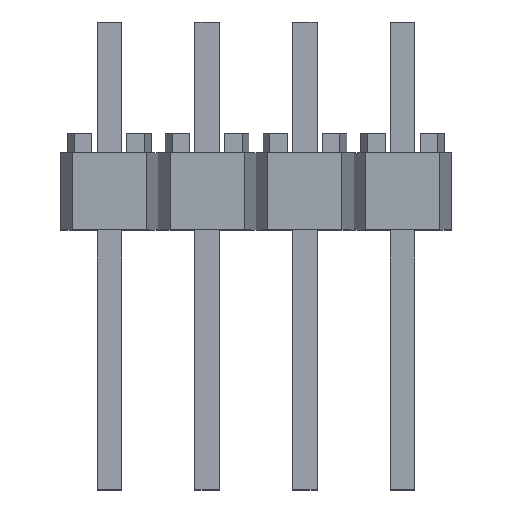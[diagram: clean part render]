
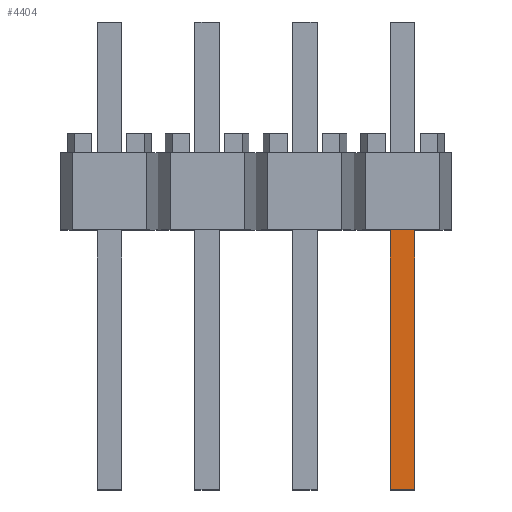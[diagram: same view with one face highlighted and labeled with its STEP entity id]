
A CAD part, top view. The second image highlights one B-rep face of the part: STEP entity #4404.
In plain terms, the highlighted planar face has unit normal (0, 0, 1).
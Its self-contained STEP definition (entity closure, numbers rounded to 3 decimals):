
#117=DIRECTION('',(1.,0.,0.));
#118=VECTOR('',#117,0.635);
#119=CARTESIAN_POINT('',(3.493,-1.,1.588));
#120=LINE('',#119,#118);
#1337=DIRECTION('',(0.,-1.,0.));
#1338=VECTOR('',#1337,6.75);
#1339=CARTESIAN_POINT('',(3.493,-1.,1.588));
#1340=LINE('',#1339,#1338);
#1393=DIRECTION('',(0.,-1.,0.));
#1394=VECTOR('',#1393,6.75);
#1395=CARTESIAN_POINT('',(4.128,-1.,1.588));
#1396=LINE('',#1395,#1394);
#1437=DIRECTION('',(1.,0.,0.));
#1438=VECTOR('',#1437,0.635);
#1439=CARTESIAN_POINT('',(3.493,-7.75,1.588));
#1440=LINE('',#1439,#1438);
#2109=CARTESIAN_POINT('',(3.493,-7.75,1.588));
#2111=VERTEX_POINT('',#2109);
#2125=CARTESIAN_POINT('',(4.128,-7.75,1.588));
#2127=VERTEX_POINT('',#2125);
#2129=CARTESIAN_POINT('',(3.493,-1.,1.588));
#2131=VERTEX_POINT('',#2129);
#2137=CARTESIAN_POINT('',(4.128,-1.,1.588));
#2139=VERTEX_POINT('',#2137);
#4391=CARTESIAN_POINT('',(3.493,-1.,1.588));
#4392=DIRECTION('',(0.,0.,1.));
#4393=DIRECTION('',(0.,-1.,0.));
#4394=AXIS2_PLACEMENT_3D('',#4391,#4392,#4393);
#4395=PLANE('',#4394);
#4396=ORIENTED_EDGE('',*,*,#2530,.T.);
#4398=ORIENTED_EDGE('',*,*,#4397,.T.);
#4400=ORIENTED_EDGE('',*,*,#4399,.F.);
#4401=ORIENTED_EDGE('',*,*,#4337,.F.);
#4402=EDGE_LOOP('',(#4396,#4398,#4400,#4401));
#4403=FACE_OUTER_BOUND('',#4402,.F.);
#4404=ADVANCED_FACE('',(#4403),#4395,.T.);
#2530=EDGE_CURVE('',#2131,#2139,#120,.T.);
#4337=EDGE_CURVE('',#2131,#2111,#1340,.T.);
#4397=EDGE_CURVE('',#2139,#2127,#1396,.T.);
#4399=EDGE_CURVE('',#2111,#2127,#1440,.T.);
